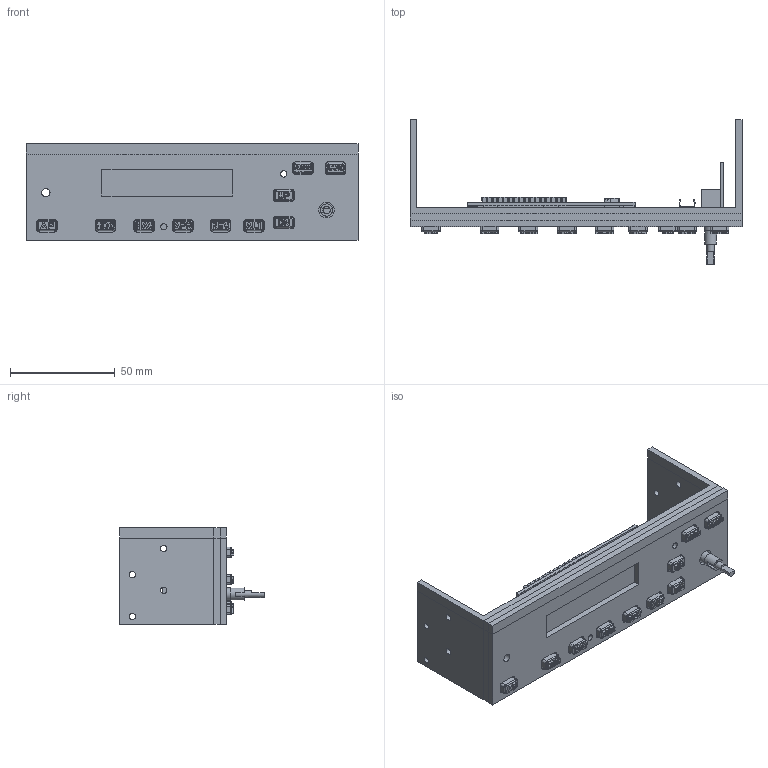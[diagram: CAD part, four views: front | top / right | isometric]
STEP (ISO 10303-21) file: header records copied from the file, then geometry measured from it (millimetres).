
FILE_DESCRIPTION(/* description */ (''),/* implementation_level */ '2;1');
FILE_NAME(/* name */ 'KAP 140 V1 v10.step',/* time_stamp */ '2023-03-22T16:20:25-06:00',/* author */ (''),/* organization */ (''),/* preprocessor_version */ 'ST-DEVELOPER v19.2',/* originating_system */ 'Autodesk Translation Framework v11.17.0.187',/* authorisation */ '');
FILE_SCHEMA (('AUTOMOTIVE_DESIGN { 1 0 10303 214 3 1 1 }'));
Products named in the file (27): KAP 140 V1; Faceplate; Button Skirt Spacer; Buttony Buttons; Master Button; AP; HDG; NAV; APR; BARO; ALT; UP; DN; REV; ARM; Back part; Electronics; LCD; LCD_PCB; metal_casing; LCDbacklight; LCD_1; conductors; 1x8 Male Pin Header; Many, Many Buttons; Push Tactile Button SPST-NO 6x6mm L=5mm Omron B3F-1020; PropWashSim Dual Encoder (6mm screw, 6.5 loose)
Assembly tree (28 placements, depth 4):
  KAP 140 V1
    Faceplate
    Button Skirt Spacer
    Buttony Buttons
      Master Button
      AP
      HDG
      NAV
      APR
      BARO
      ALT
      UP
      DN
      REV
      ARM
    Back part
    Electronics
      LCD
        LCD_PCB
        metal_casing
        LCDbacklight
        LCD_1
        conductors  x2
        1x8 Male Pin Header  x2
      Many, Many Buttons
        Push Tactile Button SPST-NO 6x6mm L=5mm Omron B3F-1020
      PropWashSim Dual Encoder (6mm screw, 6.5 loose)
Bounding box: 158.75 x 69.05 x 46.27 mm (x, y, z)
Volume: 74361 mm3; surface area: 80123.6 mm2
Topology: 31 solids, 31 shells, 7523 faces, 21546 edges, 14130 vertices
Faces by surface type: plane 6495, cylinder 531, bspline 307, torus 106, sphere 83, cone 1
Full cylindrical faces by diameter (mm): 0.95 x4, 1 x20, 2.5 x8, 3 x12, 3.5 x1, 3.6 x1, 4 x3, 5 x8, 5.85 x2, 7.5 x1
Entity records: 244692 total; most frequent: CARTESIAN_POINT 47528, ORIENTED_EDGE 41844, DIRECTION 35913, EDGE_CURVE 20922, LINE 19091, VECTOR 19091, VERTEX_POINT 13730, EDGE_LOOP 10108
